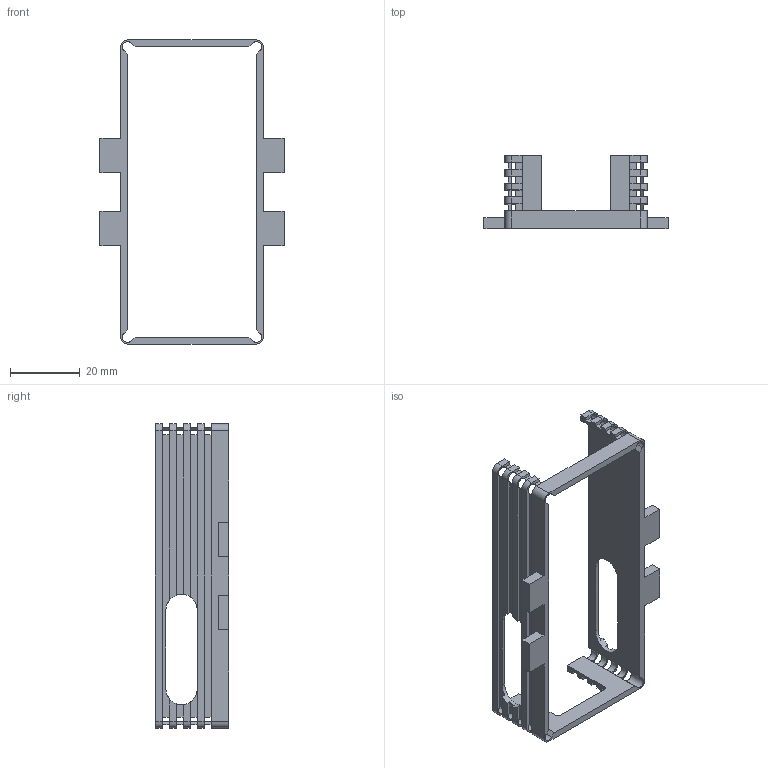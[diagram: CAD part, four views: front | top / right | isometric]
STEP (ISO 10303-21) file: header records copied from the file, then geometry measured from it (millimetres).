
FILE_DESCRIPTION(/* description */ ('STEP AP203'),/* implementation_level */ '2;1');
FILE_NAME(/* name */ 'translationalstage_adaptor_mk1.stp',/* time_stamp */ '2024-10-14T13:51:15+02:00',/* author */ ('Rik'),/* organization */ ('Microsoft'),/* preprocessor_version */ 'ST-DEVELOPER v19.2',/* originating_system */ 'Autodesk Inventor 2024',/* authorisation */ '');
FILE_SCHEMA (('AUTOMOTIVE_DESIGN { 1 0 10303 214 3 1 1 }'));
Length unit declared in the file: millimetre
Products named in the file (1): translationalstages_cameraadaptor_mk1
Bounding box: 53 x 21 x 87.5 mm (x, y, z)
Volume: 6666.5 mm3; surface area: 10766.4 mm2
Topology: 1 solids, 1 shells, 168 faces, 600 edges, 400 vertices
Faces by surface type: plane 120, cylinder 48
Entity records: 6692 total; most frequent: ORIENTED_EDGE 1200, CARTESIAN_POINT 1169, DIRECTION 1050, EDGE_CURVE 600, LINE 488, VECTOR 488, VERTEX_POINT 400, AXIS2_PLACEMENT_3D 281
